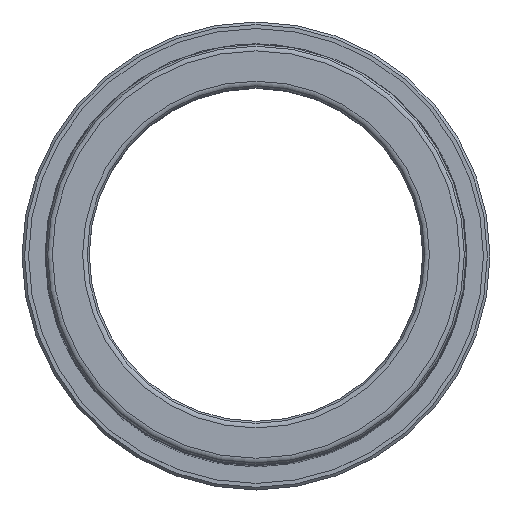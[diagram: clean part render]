
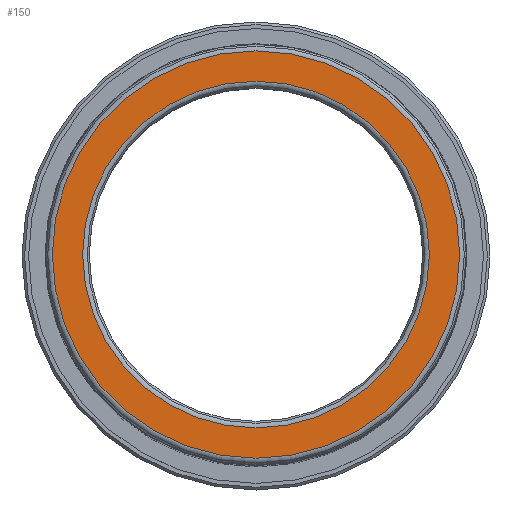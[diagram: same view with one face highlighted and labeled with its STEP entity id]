
A CAD part, top view. The second image highlights one B-rep face of the part: STEP entity #150.
In plain terms, the highlighted planar face has unit normal (0, 0, 1).
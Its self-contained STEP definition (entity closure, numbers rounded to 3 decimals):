
#56=FACE_BOUND('',#281,.T.);
#57=FACE_BOUND('',#282,.T.);
#107=PLANE('',#1487);
#150=ADVANCED_FACE('',(#56,#57),#107,.F.);
#281=EDGE_LOOP('',(#636));
#282=EDGE_LOOP('',(#637));
#636=ORIENTED_EDGE('',*,*,#1198,.T.);
#637=ORIENTED_EDGE('',*,*,#1199,.T.);
#1044=VERTEX_POINT('',#2031);
#1045=VERTEX_POINT('',#2033);
#1198=EDGE_CURVE('',#1044,#1044,#1394,.T.);
#1199=EDGE_CURVE('',#1045,#1045,#1395,.T.);
#1394=CIRCLE('',#1485,13.15);
#1395=CIRCLE('',#1486,15.45);
#1485=AXIS2_PLACEMENT_3D('',#2030,#1632,#1633);
#1486=AXIS2_PLACEMENT_3D('',#2032,#1634,#1635);
#1487=AXIS2_PLACEMENT_3D('',#2034,#1636,#1637);
#1632=DIRECTION('',(0.,0.,-1.));
#1633=DIRECTION('',(1.,0.,0.));
#1634=DIRECTION('',(0.,0.,1.));
#1635=DIRECTION('',(-1.,0.,0.));
#1636=DIRECTION('',(0.,0.,-1.));
#1637=DIRECTION('',(1.,0.,0.));
#2030=CARTESIAN_POINT('',(0.,0.,60.5));
#2031=CARTESIAN_POINT('',(13.15,0.,60.5));
#2032=CARTESIAN_POINT('',(0.,0.,60.5));
#2033=CARTESIAN_POINT('',(-15.45,0.,60.5));
#2034=CARTESIAN_POINT('',(0.,0.,60.5));
